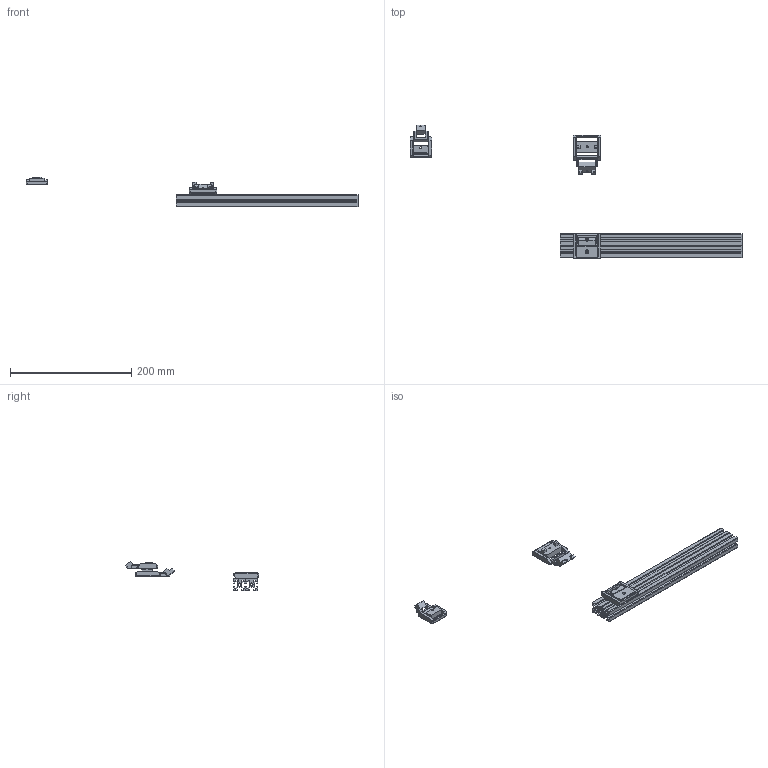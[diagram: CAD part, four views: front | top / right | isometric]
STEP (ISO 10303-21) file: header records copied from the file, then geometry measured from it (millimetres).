
FILE_DESCRIPTION(/* description */ (''),/* implementation_level */ '2;1');
FILE_NAME(/* name */ 'ToggleClamp.stp',/* time_stamp */ '2023-12-09T16:07:47+09:00',/* author */ (''),/* organization */ (''),/* preprocessor_version */ 'ST-DEVELOPER v19.3',/* originating_system */ 'SIEMENS PLM Software NX2212.3001',/* authorisation */ '');
FILE_SCHEMA (('AUTOMOTIVE_DESIGN { 1 0 10303 214 3 1 1 1 }'));
Length unit declared in the file: millimetre
Products named in the file (1): ToggleClamp_stp
Bounding box: 548.6 x 220.2 x 49.38 mm (x, y, z)
Volume: 150411.5 mm3; surface area: 131208.4 mm2
Topology: 14 solids, 14 shells, 630 faces, 1630 edges, 1007 vertices
Faces by surface type: plane 353, cylinder 196, sphere 48, torus 12, cone 12, bspline 9
Full cylindrical faces by diameter (mm): 3.2 x6, 4.2 x2, 5.8 x6
Entity records: 19418 total; most frequent: CARTESIAN_POINT 3507, DIRECTION 3240, ORIENTED_EDGE 3176, EDGE_CURVE 1588, LINE 1120, VECTOR 1120, AXIS2_PLACEMENT_3D 1060, VERTEX_POINT 1005
